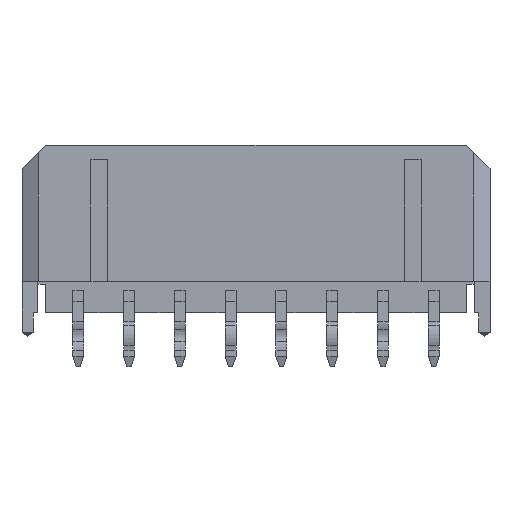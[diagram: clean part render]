
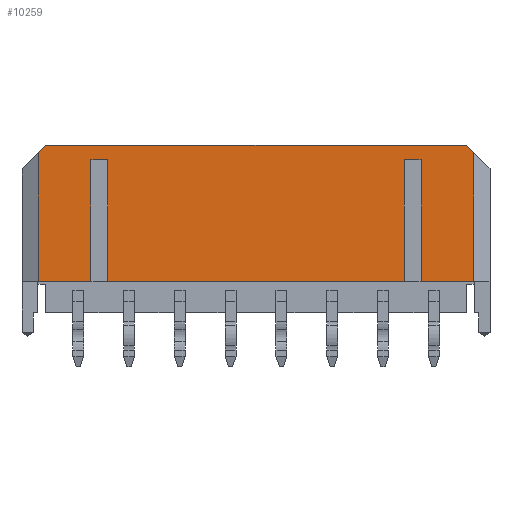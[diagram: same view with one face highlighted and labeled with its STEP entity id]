
A CAD part, front view. The second image highlights one B-rep face of the part: STEP entity #10259.
In plain terms, the highlighted planar face has unit normal (0, -1, 0).
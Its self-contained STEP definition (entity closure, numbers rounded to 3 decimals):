
#2663=DIRECTION('',(0.,0.,1.));
#2664=VECTOR('',#2663,7.2);
#2665=CARTESIAN_POINT('',(8.75,-1.93,-3.1));
#2666=LINE('',#2665,#2664);
#2667=DIRECTION('',(-1.,0.,0.));
#2668=VECTOR('',#2667,17.5);
#2669=CARTESIAN_POINT('',(8.75,-1.93,-3.1));
#2670=LINE('',#2669,#2668);
#2671=DIRECTION('',(0.,0.,1.));
#2672=VECTOR('',#2671,7.2);
#2673=CARTESIAN_POINT('',(-8.75,-1.93,-3.1));
#2674=LINE('',#2673,#2672);
#2675=DIRECTION('',(-1.,0.,0.));
#2676=VECTOR('',#2675,1.);
#2677=CARTESIAN_POINT('',(-8.75,-1.93,4.1));
#2678=LINE('',#2677,#2676);
#2679=DIRECTION('',(0.,0.,1.));
#2680=VECTOR('',#2679,7.2);
#2681=CARTESIAN_POINT('',(-9.75,-1.93,-3.1));
#2682=LINE('',#2681,#2680);
#2683=DIRECTION('',(-1.,0.,0.));
#2684=VECTOR('',#2683,3.11);
#2685=CARTESIAN_POINT('',(-9.75,-1.93,-3.1));
#2686=LINE('',#2685,#2684);
#2687=DIRECTION('',(0.,0.,1.));
#2688=VECTOR('',#2687,7.61);
#2689=CARTESIAN_POINT('',(-12.86,-1.93,-3.1));
#2690=LINE('',#2689,#2688);
#2691=DIRECTION('',(-0.707,0.,-0.707));
#2692=VECTOR('',#2691,0.622);
#2693=CARTESIAN_POINT('',(-12.42,-1.93,4.95));
#2694=LINE('',#2693,#2692);
#2695=DIRECTION('',(1.,0.,0.));
#2696=VECTOR('',#2695,24.84);
#2697=CARTESIAN_POINT('',(-12.42,-1.93,4.95));
#2698=LINE('',#2697,#2696);
#2699=DIRECTION('',(-0.707,0.,0.707));
#2700=VECTOR('',#2699,0.622);
#2701=CARTESIAN_POINT('',(12.86,-1.93,4.51));
#2702=LINE('',#2701,#2700);
#2703=DIRECTION('',(0.,0.,-1.));
#2704=VECTOR('',#2703,7.61);
#2705=CARTESIAN_POINT('',(12.86,-1.93,4.51));
#2706=LINE('',#2705,#2704);
#2707=DIRECTION('',(-1.,0.,0.));
#2708=VECTOR('',#2707,3.11);
#2709=CARTESIAN_POINT('',(12.86,-1.93,-3.1));
#2710=LINE('',#2709,#2708);
#2711=DIRECTION('',(0.,0.,1.));
#2712=VECTOR('',#2711,7.2);
#2713=CARTESIAN_POINT('',(9.75,-1.93,-3.1));
#2714=LINE('',#2713,#2712);
#2715=DIRECTION('',(-1.,0.,0.));
#2716=VECTOR('',#2715,1.);
#2717=CARTESIAN_POINT('',(9.75,-1.93,4.1));
#2718=LINE('',#2717,#2716);
#5525=CARTESIAN_POINT('',(8.75,-1.93,-3.1));
#5526=CARTESIAN_POINT('',(8.75,-1.93,4.1));
#5527=VERTEX_POINT('',#5525);
#5528=VERTEX_POINT('',#5526);
#5529=CARTESIAN_POINT('',(9.75,-1.93,-3.1));
#5530=CARTESIAN_POINT('',(9.75,-1.93,4.1));
#5531=VERTEX_POINT('',#5529);
#5532=VERTEX_POINT('',#5530);
#5673=CARTESIAN_POINT('',(-12.42,-1.93,4.95));
#5674=CARTESIAN_POINT('',(-12.86,-1.93,4.51));
#5675=VERTEX_POINT('',#5673);
#5676=VERTEX_POINT('',#5674);
#5677=CARTESIAN_POINT('',(12.86,-1.93,4.51));
#5678=CARTESIAN_POINT('',(12.42,-1.93,4.95));
#5679=VERTEX_POINT('',#5677);
#5680=VERTEX_POINT('',#5678);
#5773=CARTESIAN_POINT('',(-12.86,-1.93,-3.1));
#5774=VERTEX_POINT('',#5773);
#5775=CARTESIAN_POINT('',(12.86,-1.93,-3.1));
#5776=VERTEX_POINT('',#5775);
#5829=CARTESIAN_POINT('',(-8.75,-1.93,-3.1));
#5830=VERTEX_POINT('',#5829);
#5839=CARTESIAN_POINT('',(-8.75,-1.93,4.1));
#5840=CARTESIAN_POINT('',(-9.75,-1.93,4.1));
#5841=VERTEX_POINT('',#5839);
#5842=VERTEX_POINT('',#5840);
#5843=CARTESIAN_POINT('',(-9.75,-1.93,-3.1));
#5844=VERTEX_POINT('',#5843);
#10226=CARTESIAN_POINT('',(-13.82,-1.93,4.95));
#10227=DIRECTION('',(0.,-1.,0.));
#10228=DIRECTION('',(0.,0.,-1.));
#10229=AXIS2_PLACEMENT_3D('',#10226,#10227,#10228);
#10230=PLANE('',#10229);
#10232=ORIENTED_EDGE('',*,*,#10231,.F.);
#10234=ORIENTED_EDGE('',*,*,#10233,.T.);
#10236=ORIENTED_EDGE('',*,*,#10235,.T.);
#10238=ORIENTED_EDGE('',*,*,#10237,.T.);
#10240=ORIENTED_EDGE('',*,*,#10239,.F.);
#10242=ORIENTED_EDGE('',*,*,#10241,.T.);
#10244=ORIENTED_EDGE('',*,*,#10243,.T.);
#10246=ORIENTED_EDGE('',*,*,#10245,.F.);
#10247=ORIENTED_EDGE('',*,*,#7384,.T.);
#10249=ORIENTED_EDGE('',*,*,#10248,.F.);
#10250=ORIENTED_EDGE('',*,*,#10215,.T.);
#10252=ORIENTED_EDGE('',*,*,#10251,.T.);
#10254=ORIENTED_EDGE('',*,*,#10253,.T.);
#10256=ORIENTED_EDGE('',*,*,#10255,.T.);
#10257=EDGE_LOOP('',(#10232,#10234,#10236,#10238,#10240,#10242,#10244,#10246,
#10247,#10249,#10250,#10252,#10254,#10256));
#10258=FACE_OUTER_BOUND('',#10257,.F.);
#10259=ADVANCED_FACE('',(#10258),#10230,.T.);
#7384=EDGE_CURVE('',#5675,#5680,#2698,.T.);
#10215=EDGE_CURVE('',#5679,#5776,#2706,.T.);
#10231=EDGE_CURVE('',#5527,#5528,#2666,.T.);
#10233=EDGE_CURVE('',#5527,#5830,#2670,.T.);
#10235=EDGE_CURVE('',#5830,#5841,#2674,.T.);
#10237=EDGE_CURVE('',#5841,#5842,#2678,.T.);
#10239=EDGE_CURVE('',#5844,#5842,#2682,.T.);
#10241=EDGE_CURVE('',#5844,#5774,#2686,.T.);
#10243=EDGE_CURVE('',#5774,#5676,#2690,.T.);
#10245=EDGE_CURVE('',#5675,#5676,#2694,.T.);
#10248=EDGE_CURVE('',#5679,#5680,#2702,.T.);
#10251=EDGE_CURVE('',#5776,#5531,#2710,.T.);
#10253=EDGE_CURVE('',#5531,#5532,#2714,.T.);
#10255=EDGE_CURVE('',#5532,#5528,#2718,.T.);
